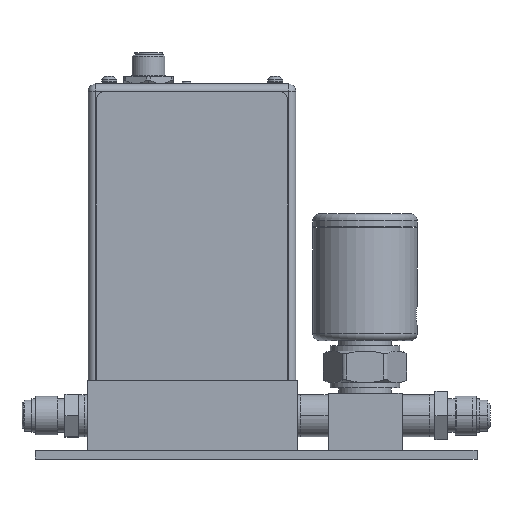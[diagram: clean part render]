
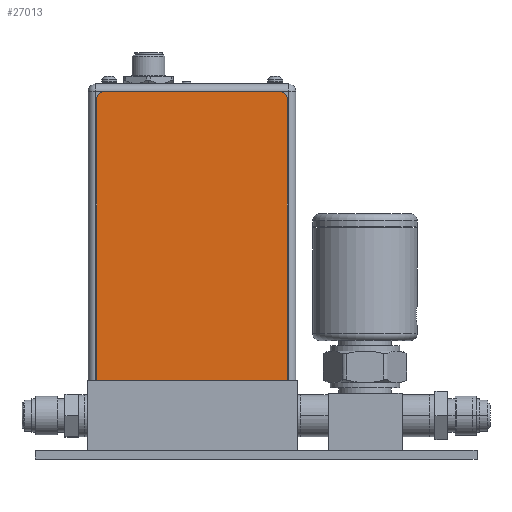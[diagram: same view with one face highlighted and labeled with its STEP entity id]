
A CAD part, top view. The second image highlights one B-rep face of the part: STEP entity #27013.
In plain terms, the highlighted planar face has unit normal (0, 0, 1).
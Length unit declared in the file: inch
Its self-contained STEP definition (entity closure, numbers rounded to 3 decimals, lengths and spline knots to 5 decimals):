
#26846=CARTESIAN_POINT('',(2.63,4.04,0.004));
#26847=DIRECTION('',(0.,0.,1.));
#26848=DIRECTION('',(1.,0.,0.));
#26849=AXIS2_PLACEMENT_3D('',#26846,#26847,#26848);
#26851=DIRECTION('',(0.,1.,0.));
#26852=VECTOR('',#26851,4.04);
#26853=CARTESIAN_POINT('',(2.73,0.,0.004));
#26854=LINE('',#26853,#26852);
#26855=DIRECTION('',(1.,0.,0.));
#26856=VECTOR('',#26855,2.73);
#26857=CARTESIAN_POINT('',(0.,0.,0.004));
#26858=LINE('',#26857,#26856);
#26859=DIRECTION('',(0.,-1.,0.));
#26860=VECTOR('',#26859,4.04);
#26861=CARTESIAN_POINT('',(0.,4.04,0.004));
#26862=LINE('',#26861,#26860);
#26863=CARTESIAN_POINT('',(0.1,4.04,0.004));
#26864=DIRECTION('',(0.,0.,1.));
#26865=DIRECTION('',(0.,1.,0.));
#26866=AXIS2_PLACEMENT_3D('',#26863,#26864,#26865);
#26868=DIRECTION('',(-1.,0.,0.));
#26869=VECTOR('',#26868,2.53);
#26870=CARTESIAN_POINT('',(2.63,4.14,0.004));
#26871=LINE('',#26870,#26869);
#26876=CARTESIAN_POINT('',(0.,0.,0.004));
#26877=CARTESIAN_POINT('',(2.73,0.,0.004));
#26878=VERTEX_POINT('',#26876);
#26879=VERTEX_POINT('',#26877);
#26884=CARTESIAN_POINT('',(2.73,4.04,0.004));
#26885=VERTEX_POINT('',#26884);
#26886=CARTESIAN_POINT('',(2.63,4.14,0.004));
#26887=VERTEX_POINT('',#26886);
#26892=CARTESIAN_POINT('',(0.1,4.14,0.004));
#26893=VERTEX_POINT('',#26892);
#26894=CARTESIAN_POINT('',(0.,4.04,0.004));
#26895=VERTEX_POINT('',#26894);
#27000=CARTESIAN_POINT('',(0.,0.,0.004));
#27001=DIRECTION('',(0.,0.,1.));
#27002=DIRECTION('',(1.,0.,0.));
#27003=AXIS2_PLACEMENT_3D('',#27000,#27001,#27002);
#27004=PLANE('',#27003);
#27005=ORIENTED_EDGE('',*,*,#26924,.F.);
#27006=ORIENTED_EDGE('',*,*,#26940,.F.);
#27007=ORIENTED_EDGE('',*,*,#26953,.F.);
#27008=ORIENTED_EDGE('',*,*,#26966,.F.);
#27009=ORIENTED_EDGE('',*,*,#26981,.F.);
#27010=ORIENTED_EDGE('',*,*,#26993,.F.);
#27011=EDGE_LOOP('',(#27005,#27006,#27007,#27008,#27009,#27010));
#27012=FACE_OUTER_BOUND('',#27011,.F.);
#27013=ADVANCED_FACE('',(#27012),#27004,.T.);
#26850=CIRCLE('',#26849,0.1);
#26867=CIRCLE('',#26866,0.1);
#26924=EDGE_CURVE('',#26885,#26887,#26850,.T.);
#26940=EDGE_CURVE('',#26879,#26885,#26854,.T.);
#26953=EDGE_CURVE('',#26878,#26879,#26858,.T.);
#26966=EDGE_CURVE('',#26895,#26878,#26862,.T.);
#26981=EDGE_CURVE('',#26893,#26895,#26867,.T.);
#26993=EDGE_CURVE('',#26887,#26893,#26871,.T.);
